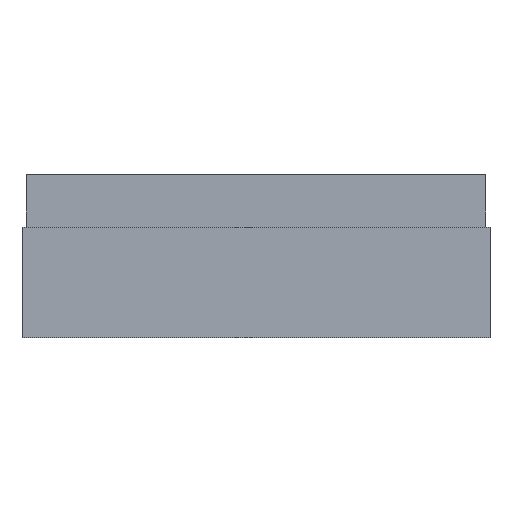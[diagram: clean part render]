
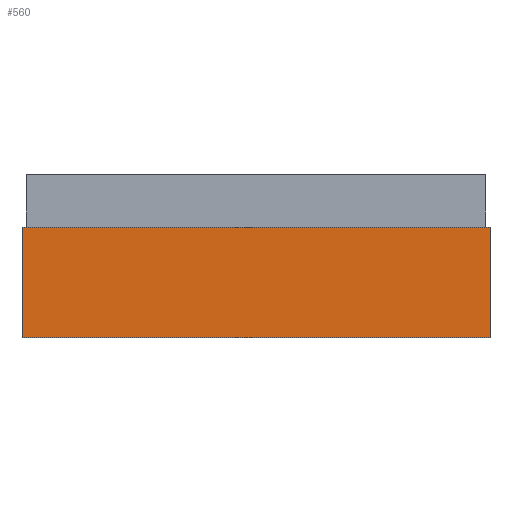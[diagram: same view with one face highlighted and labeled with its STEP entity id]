
A CAD part, left-side view. The second image highlights one B-rep face of the part: STEP entity #560.
In plain terms, the highlighted planar face has unit normal (-1, 0, 0).
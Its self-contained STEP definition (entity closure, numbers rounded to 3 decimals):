
#56 = CARTESIAN_POINT ( 'NONE',  ( -37.5, 53., 25. ) ) ;
#148 = VECTOR ( 'NONE', #2109, 1000. ) ;
#354 = EDGE_LOOP ( 'NONE', ( #864, #2329, #712, #2319 ) ) ;
#371 = EDGE_CURVE ( 'NONE', #1254, #749, #1086, .T. ) ;
#402 = DIRECTION ( 'NONE',  ( 1., 0., 0. ) ) ;
#510 = AXIS2_PLACEMENT_3D ( 'NONE', #2170, #402, #746 ) ;
#560 = ADVANCED_FACE ( 'NONE', ( #2008 ), #1492, .F. ) ;
#592 = DIRECTION ( 'NONE',  ( 0., 0., -1. ) ) ;
#687 = VERTEX_POINT ( 'NONE', #56 ) ;
#712 = ORIENTED_EDGE ( 'NONE', *, *, #1026, .T. ) ;
#730 = CARTESIAN_POINT ( 'NONE',  ( -37.5, -53., 25. ) ) ;
#746 = DIRECTION ( 'NONE',  ( 0., 0., -1. ) ) ;
#749 = VERTEX_POINT ( 'NONE', #1211 ) ;
#823 = EDGE_CURVE ( 'NONE', #2200, #749, #1950, .T. ) ;
#858 = CARTESIAN_POINT ( 'NONE',  ( -37.5, -53., 0. ) ) ;
#864 = ORIENTED_EDGE ( 'NONE', *, *, #371, .F. ) ;
#918 = EDGE_CURVE ( 'NONE', #687, #1254, #2287, .T. ) ;
#1026 = EDGE_CURVE ( 'NONE', #687, #2200, #2196, .T. ) ;
#1086 = LINE ( 'NONE', #1387, #1199 ) ;
#1168 = CARTESIAN_POINT ( 'NONE',  ( -37.5, 53., 0. ) ) ;
#1199 = VECTOR ( 'NONE', #2138, 1000. ) ;
#1211 = CARTESIAN_POINT ( 'NONE',  ( -37.5, -53., 0. ) ) ;
#1254 = VERTEX_POINT ( 'NONE', #1752 ) ;
#1329 = VECTOR ( 'NONE', #1664, 1000. ) ;
#1387 = CARTESIAN_POINT ( 'NONE',  ( -37.5, -53., 37. ) ) ;
#1492 = PLANE ( 'NONE',  #510 ) ;
#1664 = DIRECTION ( 'NONE',  ( 0., -1., 0. ) ) ;
#1690 = CARTESIAN_POINT ( 'NONE',  ( -37.5, 53., 37. ) ) ;
#1752 = CARTESIAN_POINT ( 'NONE',  ( -37.5, -53., 25. ) ) ;
#1754 = VECTOR ( 'NONE', #592, 1000. ) ;
#1950 = LINE ( 'NONE', #858, #148 ) ;
#2008 = FACE_OUTER_BOUND ( 'NONE', #354, .T. ) ;
#2109 = DIRECTION ( 'NONE',  ( 0., -1., 0. ) ) ;
#2138 = DIRECTION ( 'NONE',  ( 0., 0., -1. ) ) ;
#2170 = CARTESIAN_POINT ( 'NONE',  ( -37.5, -53., 37. ) ) ;
#2196 = LINE ( 'NONE', #1690, #1754 ) ;
#2200 = VERTEX_POINT ( 'NONE', #1168 ) ;
#2287 = LINE ( 'NONE', #730, #1329 ) ;
#2319 = ORIENTED_EDGE ( 'NONE', *, *, #823, .T. ) ;
#2329 = ORIENTED_EDGE ( 'NONE', *, *, #918, .F. ) ;
